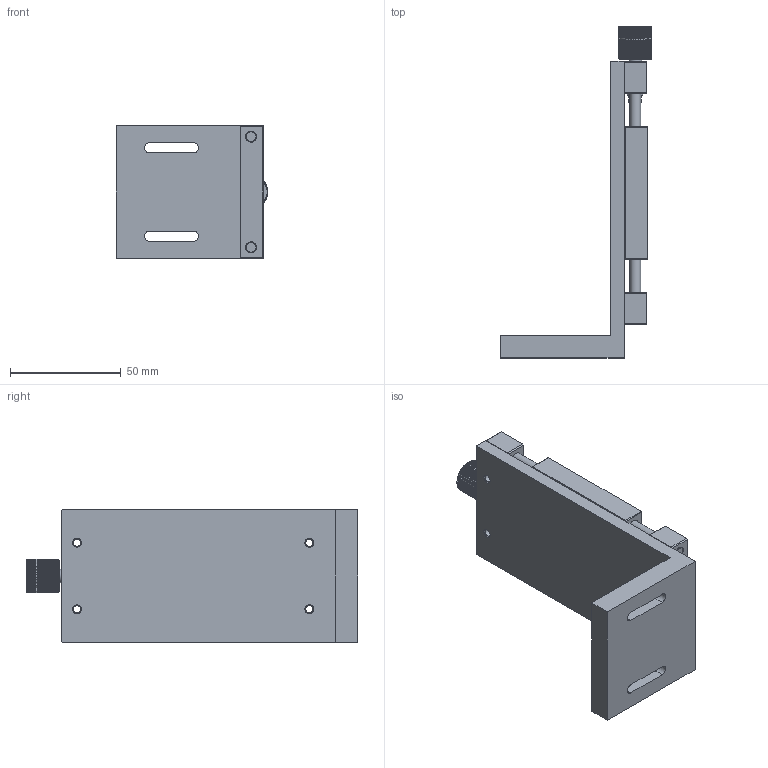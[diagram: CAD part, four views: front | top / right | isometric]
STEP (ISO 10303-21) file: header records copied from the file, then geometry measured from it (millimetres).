
FILE_DESCRIPTION (( 'STEP AP203' ), '1' );
FILE_NAME ('528988.STEP', '2024-11-12T01:35:25', ( 'Windows User' ), ( 'P R C' ), 'SwSTEP 2.0', 'SolidWorks 2020', '' );
FILE_SCHEMA (( 'CONFIG_CONTROL_DESIGN' ));
Length unit declared in the file: millimetre
Products named in the file (1): 528988
Bounding box: 68.5 x 150 x 60 mm (x, y, z)
Volume: 131261.9 mm3; surface area: 53675.1 mm2
Topology: 7 solids, 7 shells, 481 faces, 1105 edges, 651 vertices
Faces by surface type: plane 200, cone 166, cylinder 115
Full cylindrical faces by diameter (mm): 2.459 x1, 3 x7, 3.001 x2, 3.242 x14, 4.001 x1, 4.5 x4, 5 x8, 5.601 x1, 6 x3, 7.001 x1, 7.5 x4
Entity records: 13217 total; most frequent: CARTESIAN_POINT 3166, DIRECTION 2034, ORIENTED_EDGE 1966, EDGE_CURVE 983, AXIS2_PLACEMENT_3D 855, EDGE_LOOP 628, VERTEX_POINT 615, FACE_OUTER_BOUND 527
